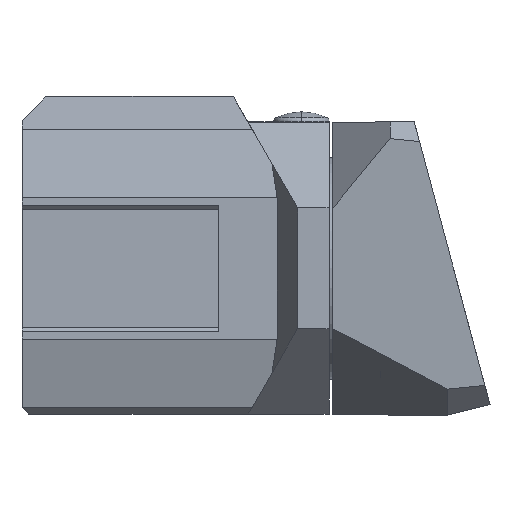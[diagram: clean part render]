
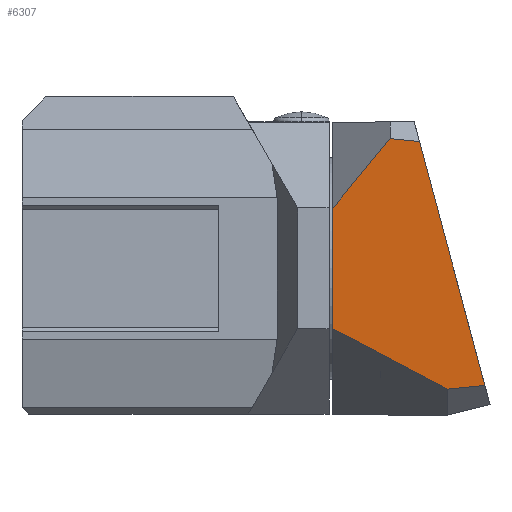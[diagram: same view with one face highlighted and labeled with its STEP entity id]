
A CAD part, left-side view. The second image highlights one B-rep face of the part: STEP entity #6307.
In plain terms, the highlighted face is planar.
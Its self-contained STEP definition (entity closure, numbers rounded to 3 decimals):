
#3563=DIRECTION('',(-0.026,0.,-1.));
#3564=VECTOR('',#3563,64.148);
#3565=CARTESIAN_POINT('',(-39.205,0.,31.924));
#3566=LINE('',#3565,#3564);
#4194=DIRECTION('',(0.,0.259,-0.966));
#4195=VECTOR('',#4194,30.652);
#4196=CARTESIAN_POINT('',(-37.,25.61,21.301));
#4197=LINE('',#4196,#4195);
#4432=DIRECTION('',(-0.064,-0.811,0.581));
#4433=VECTOR('',#4432,22.874);
#4434=CARTESIAN_POINT('',(-37.,25.61,21.301));
#4435=LINE('',#4434,#4433);
#4439=DIRECTION('',(-0.099,-0.931,-0.352));
#4440=VECTOR('',#4439,7.575);
#4441=CARTESIAN_POINT('',(-38.453,7.05,34.592));
#4442=LINE('',#4441,#4440);
#4446=DIRECTION('',(0.099,0.982,0.16));
#4447=VECTOR('',#4446,9.632);
#4448=CARTESIAN_POINT('',(-40.869,0.,-32.203));
#4449=LINE('',#4448,#4447);
#4453=DIRECTION('',(-0.088,-0.73,-0.678));
#4454=VECTOR('',#4453,32.987);
#4455=CARTESIAN_POINT('',(-37.,33.543,-8.306));
#4456=LINE('',#4455,#4454);
#5397=CARTESIAN_POINT('',(-40.869,0.,-32.203));
#5399=VERTEX_POINT('',#5397);
#5402=CARTESIAN_POINT('',(-37.,33.543,-8.306));
#5404=VERTEX_POINT('',#5402);
#5407=CARTESIAN_POINT('',(-39.913,9.459,
-30.658));
#5408=VERTEX_POINT('',#5407);
#5411=CARTESIAN_POINT('',(-39.205,0.,31.924));
#5413=VERTEX_POINT('',#5411);
#5419=CARTESIAN_POINT('',(-37.,25.61,21.301));
#5420=VERTEX_POINT('',#5419);
#5421=CARTESIAN_POINT('',(-38.453,7.05,34.592));
#5422=VERTEX_POINT('',#5421);
#6291=CARTESIAN_POINT('',(-37.,14.872,61.374));
#6292=DIRECTION('',(-0.995,0.096,0.026));
#6293=DIRECTION('',(-0.1,-0.961,-0.258));
#6294=AXIS2_PLACEMENT_3D('',#6291,#6292,#6293);
#6295=PLANE('',#6294);
#6297=ORIENTED_EDGE('',*,*,#6296,.T.);
#6299=ORIENTED_EDGE('',*,*,#6298,.T.);
#6300=ORIENTED_EDGE('',*,*,#5704,.T.);
#6302=ORIENTED_EDGE('',*,*,#6301,.T.);
#6303=ORIENTED_EDGE('',*,*,#6276,.F.);
#6304=ORIENTED_EDGE('',*,*,#6120,.F.);
#6305=EDGE_LOOP('',(#6297,#6299,#6300,#6302,#6303,#6304));
#6306=FACE_OUTER_BOUND('',#6305,.F.);
#6307=ADVANCED_FACE('',(#6306),#6295,.T.);
#5704=EDGE_CURVE('',#5413,#5399,#3566,.T.);
#6120=EDGE_CURVE('',#5420,#5404,#4197,.T.);
#6276=EDGE_CURVE('',#5404,#5408,#4456,.T.);
#6296=EDGE_CURVE('',#5420,#5422,#4435,.T.);
#6298=EDGE_CURVE('',#5422,#5413,#4442,.T.);
#6301=EDGE_CURVE('',#5399,#5408,#4449,.T.);
